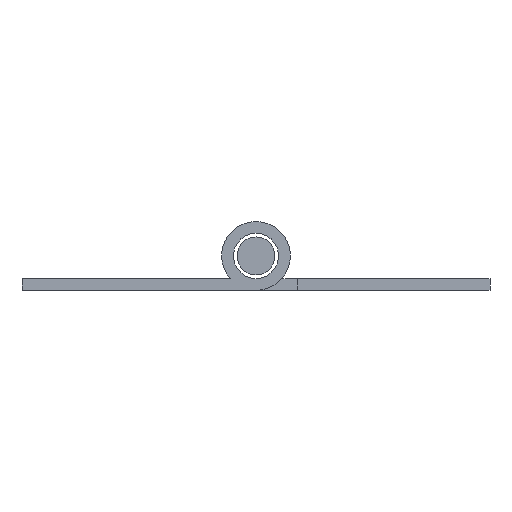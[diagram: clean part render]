
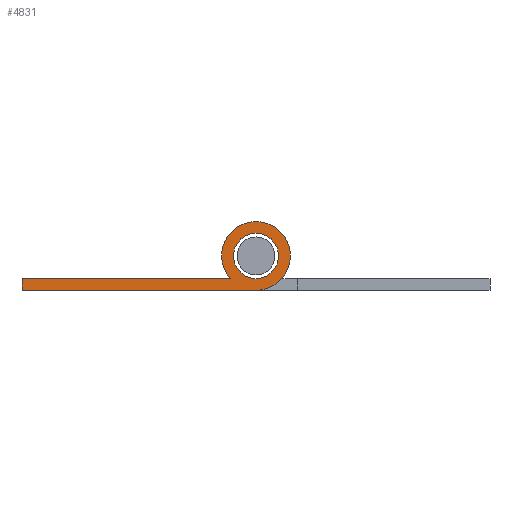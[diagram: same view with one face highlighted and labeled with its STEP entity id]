
A CAD part, front view. The second image highlights one B-rep face of the part: STEP entity #4831.
In plain terms, the highlighted planar face has unit normal (0, -1, 0).
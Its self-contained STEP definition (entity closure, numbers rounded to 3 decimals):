
#4811 = EDGE_CURVE ( 'NONE', #4812, #4892, #13886, .T. ) ;
#4812 = VERTEX_POINT ( 'NONE', #13945 ) ;
#4813 = ORIENTED_EDGE ( 'NONE', *, *, #4814, .F. ) ;
#4814 = EDGE_CURVE ( 'NONE', #4889, #4812, #13944, .T. ) ;
#4815 = EDGE_LOOP ( 'NONE', ( #4816, #4817 ) ) ;
#4816 = ORIENTED_EDGE ( 'NONE', *, *, #6032, .T. ) ;
#4817 = ORIENTED_EDGE ( 'NONE', *, *, #4873, .T. ) ;
#4831 = ADVANCED_FACE ( 'NONE', ( #13926, #13925 ), #13924, .F. ) ;
#4832 = EDGE_LOOP ( 'NONE', ( #4886, #4890, #4893, #4813 ) ) ;
#4873 = EDGE_CURVE ( 'NONE', #6028, #6029, #14040, .T. ) ;
#4886 = ORIENTED_EDGE ( 'NONE', *, *, #4887, .F. ) ;
#4887 = EDGE_CURVE ( 'NONE', #4888, #4889, #14010, .T. ) ;
#4888 = VERTEX_POINT ( 'NONE', #14071 ) ;
#4889 = VERTEX_POINT ( 'NONE', #14070 ) ;
#4890 = ORIENTED_EDGE ( 'NONE', *, *, #4891, .F. ) ;
#4891 = EDGE_CURVE ( 'NONE', #4892, #4888, #14069, .T. ) ;
#4892 = VERTEX_POINT ( 'NONE', #14065 ) ;
#4893 = ORIENTED_EDGE ( 'NONE', *, *, #4811, .F. ) ;
#6028 = VERTEX_POINT ( 'NONE', #15833 ) ;
#6029 = VERTEX_POINT ( 'NONE', #15832 ) ;
#6032 = EDGE_CURVE ( 'NONE', #6029, #6028, #15827, .T. ) ;
#13885 = AXIS2_PLACEMENT_3D ( 'NONE', #13948, #13947, #13946 ) ;
#13886 = CIRCLE ( 'NONE', #13885, 2.35 ) ;
#13920 = DIRECTION ( 'NONE',  ( 0., 0., 1. ) ) ;
#13921 = DIRECTION ( 'NONE',  ( 0., 1., 0. ) ) ;
#13922 = CARTESIAN_POINT ( 'NONE',  ( 0., -500., 0. ) ) ;
#13923 = AXIS2_PLACEMENT_3D ( 'NONE', #13922, #13921, #13920 ) ;
#13924 = PLANE ( 'NONE',  #13923 ) ;
#13925 = FACE_BOUND ( 'NONE', #4815, .T. ) ;
#13926 = FACE_OUTER_BOUND ( 'NONE', #4832, .T. ) ;
#13941 = DIRECTION ( 'NONE',  ( 1., 0., 0. ) ) ;
#13942 = VECTOR ( 'NONE', #13941, 1000. ) ;
#13943 = CARTESIAN_POINT ( 'NONE',  ( -1.766, -500., -1.55 ) ) ;
#13944 = LINE ( 'NONE', #13943, #13942 ) ;
#13945 = CARTESIAN_POINT ( 'NONE',  ( -1.766, -500., -1.55 ) ) ;
#13946 = DIRECTION ( 'NONE',  ( 0., 0., 1. ) ) ;
#13947 = DIRECTION ( 'NONE',  ( 0., 1., 0. ) ) ;
#13948 = CARTESIAN_POINT ( 'NONE',  ( 0., -500., 0. ) ) ;
#14010 = LINE ( 'NONE', #14074, #14073 ) ;
#14036 = DIRECTION ( 'NONE',  ( 0., 0., 1. ) ) ;
#14037 = DIRECTION ( 'NONE',  ( 0., 1., 0. ) ) ;
#14038 = CARTESIAN_POINT ( 'NONE',  ( 0., -500., 0. ) ) ;
#14039 = AXIS2_PLACEMENT_3D ( 'NONE', #14038, #14037, #14036 ) ;
#14040 = CIRCLE ( 'NONE', #14039, 1.55 ) ;
#14065 = CARTESIAN_POINT ( 'NONE',  ( 0., -500., -2.35 ) ) ;
#14066 = DIRECTION ( 'NONE',  ( -1., 0., 0. ) ) ;
#14067 = VECTOR ( 'NONE', #14066, 1000. ) ;
#14068 = CARTESIAN_POINT ( 'NONE',  ( -16., -500., -2.35 ) ) ;
#14069 = LINE ( 'NONE', #14068, #14067 ) ;
#14070 = CARTESIAN_POINT ( 'NONE',  ( -16., -500., -1.55 ) ) ;
#14071 = CARTESIAN_POINT ( 'NONE',  ( -16., -500., -2.35 ) ) ;
#14072 = DIRECTION ( 'NONE',  ( 0., 0., 1. ) ) ;
#14073 = VECTOR ( 'NONE', #14072, 1000. ) ;
#14074 = CARTESIAN_POINT ( 'NONE',  ( -16., -500., -1.55 ) ) ;
#15823 = DIRECTION ( 'NONE',  ( 0., 0., 1. ) ) ;
#15824 = DIRECTION ( 'NONE',  ( 0., 1., 0. ) ) ;
#15825 = CARTESIAN_POINT ( 'NONE',  ( 0., -500., 0. ) ) ;
#15826 = AXIS2_PLACEMENT_3D ( 'NONE', #15825, #15824, #15823 ) ;
#15827 = CIRCLE ( 'NONE', #15826, 1.55 ) ;
#15832 = CARTESIAN_POINT ( 'NONE',  ( 0., -500., -1.55 ) ) ;
#15833 = CARTESIAN_POINT ( 'NONE',  ( 0., -500., 1.55 ) ) ;
